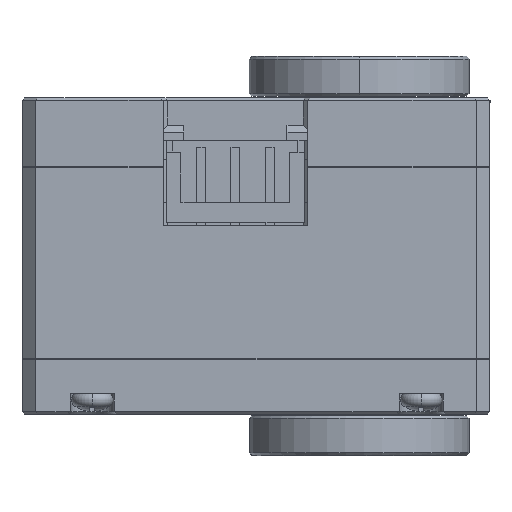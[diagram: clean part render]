
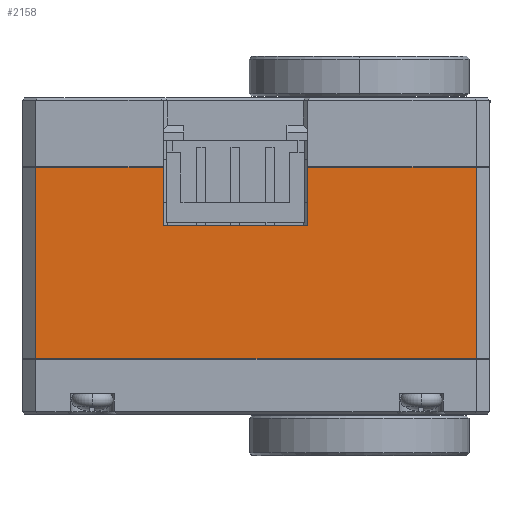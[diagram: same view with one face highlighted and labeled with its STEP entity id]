
A CAD part, front view. The second image highlights one B-rep face of the part: STEP entity #2158.
In plain terms, the highlighted face is planar.
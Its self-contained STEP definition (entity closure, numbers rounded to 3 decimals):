
#2158=ADVANCED_FACE('',(#4077),#4078,.T.);
#4077=FACE_OUTER_BOUND('',#5861,.T.);
#4078=PLANE('',#5862);
#5861=EDGE_LOOP('',(#10830,#10831,#10832,#10833,#10834,#10835,#10836,#10837));
#5862=AXIS2_PLACEMENT_3D('',#10838,#10839,#10840);
#10830=ORIENTED_EDGE('',*,*,#12911,.T.);
#10831=ORIENTED_EDGE('',*,*,#12913,.F.);
#10832=ORIENTED_EDGE('',*,*,#12795,.F.);
#10833=ORIENTED_EDGE('',*,*,#12766,.T.);
#10834=ORIENTED_EDGE('',*,*,#12776,.T.);
#10835=ORIENTED_EDGE('',*,*,#12881,.T.);
#10836=ORIENTED_EDGE('',*,*,#12717,.F.);
#10837=ORIENTED_EDGE('',*,*,#12821,.F.);
#10838=CARTESIAN_POINT('',(-10.0,9.5,0.0));
#10839=DIRECTION('',(-1.0,0.0,0.0));
#10840=DIRECTION('',(0.0,0.0,1.0));
#12717=EDGE_CURVE('',#15520,#15522,#15523,.T.);
#12766=EDGE_CURVE('',#15601,#15602,#15603,.T.);
#12776=EDGE_CURVE('',#15602,#15619,#15620,.T.);
#12795=EDGE_CURVE('',#15601,#15649,#15650,.T.);
#12821=EDGE_CURVE('',#15689,#15520,#15691,.T.);
#12881=EDGE_CURVE('',#15619,#15522,#15772,.T.);
#12911=EDGE_CURVE('',#15689,#15806,#15808,.T.);
#12913=EDGE_CURVE('',#15649,#15806,#15810,.T.);
#15520=VERTEX_POINT('',#19546);
#15522=VERTEX_POINT('',#19549);
#15523=LINE('',#19550,#19551);
#15601=VERTEX_POINT('',#19661);
#15602=VERTEX_POINT('',#19662);
#15603=LINE('',#19663,#19664);
#15619=VERTEX_POINT('',#19687);
#15620=LINE('',#19688,#19689);
#15649=VERTEX_POINT('',#19732);
#15650=LINE('',#19733,#19734);
#15689=VERTEX_POINT('',#19789);
#15691=LINE('',#19792,#19793);
#15772=LINE('',#19909,#19910);
#15806=VERTEX_POINT('',#19957);
#15808=LINE('',#19960,#19961);
#15810=LINE('',#19963,#19964);
#19546=CARTESIAN_POINT('',(-10.0,-14.25,-10.2));
#19549=CARTESIAN_POINT('',(-10.0,-3.75,-10.2));
#19550=CARTESIAN_POINT('',(-10.0,-14.25,-10.2));
#19551=VECTOR('',#21957,1.0);
#19661=CARTESIAN_POINT('',(-10.0,8.5,-0.55));
#19662=CARTESIAN_POINT('',(-10.0,8.5,-14.45));
#19663=CARTESIAN_POINT('',(-10.0,8.5,-0.55));
#19664=VECTOR('',#22005,1.0);
#19687=CARTESIAN_POINT('',(-10.0,-3.75,-14.45));
#19688=CARTESIAN_POINT('',(-10.0,8.5,-14.45));
#19689=VECTOR('',#22013,1.0);
#19732=CARTESIAN_POINT('',(-10.0,-23.5,-0.55));
#19733=CARTESIAN_POINT('',(-10.0,8.5,-0.55));
#19734=VECTOR('',#22031,1.0);
#19789=CARTESIAN_POINT('',(-10.0,-14.25,-14.45));
#19792=CARTESIAN_POINT('',(-10.0,-14.25,-14.45));
#19793=VECTOR('',#22058,1.0);
#19909=CARTESIAN_POINT('',(-10.0,-3.75,-14.45));
#19910=VECTOR('',#22124,1.0);
#19957=CARTESIAN_POINT('',(-10.0,-23.5,-14.45));
#19960=CARTESIAN_POINT('',(-10.0,-14.25,-14.45));
#19961=VECTOR('',#22145,1.0);
#19963=CARTESIAN_POINT('',(-10.0,-23.5,-0.55));
#19964=VECTOR('',#22146,1.0);
#21957=DIRECTION('',(0.0,1.0,0.0));
#22005=DIRECTION('',(0.0,0.0,-1.0));
#22013=DIRECTION('',(0.0,-1.0,0.0));
#22031=DIRECTION('',(0.0,-1.0,0.0));
#22058=DIRECTION('',(0.0,0.0,1.0));
#22124=DIRECTION('',(0.0,0.0,1.0));
#22145=DIRECTION('',(0.0,-1.0,0.0));
#22146=DIRECTION('',(0.0,0.0,-1.0));
